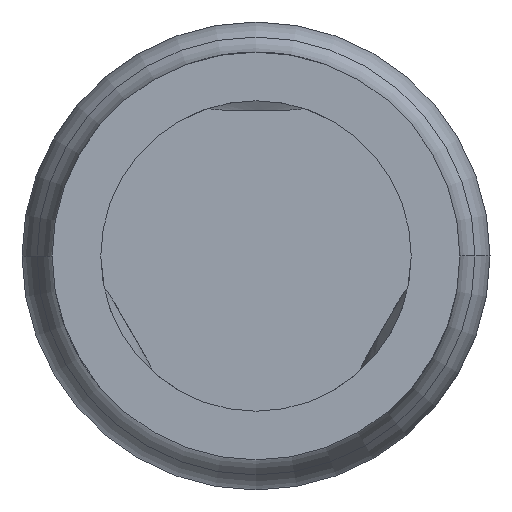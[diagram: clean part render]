
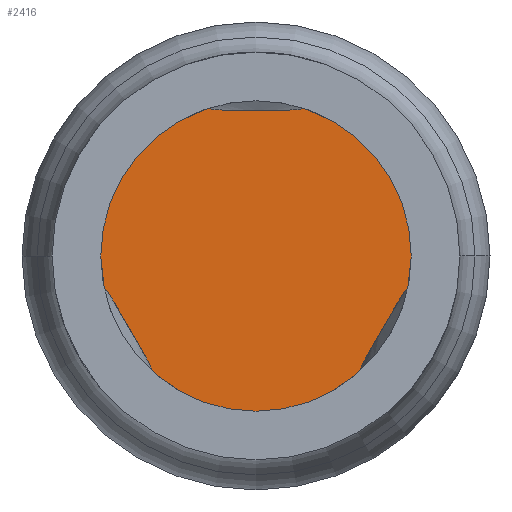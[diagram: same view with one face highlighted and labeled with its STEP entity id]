
A CAD part, front view. The second image highlights one B-rep face of the part: STEP entity #2416.
In plain terms, the highlighted planar face has unit normal (0, -1, 0).
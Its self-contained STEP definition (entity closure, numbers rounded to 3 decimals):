
#19 = VERTEX_POINT ( 'NONE', #4828 ) ;
#241 = FACE_OUTER_BOUND ( 'NONE', #255, .T. ) ;
#255 = EDGE_LOOP ( 'NONE', ( #1685, #539 ) ) ;
#384 = CARTESIAN_POINT ( 'NONE',  ( 0., -25.35, 0. ) ) ;
#539 = ORIENTED_EDGE ( 'NONE', *, *, #5849, .F. ) ;
#1221 = EDGE_CURVE ( 'Defeature ausgef�hrt1_0+Defeature ausgef�hrt1_41+Defeature ausgef�hrt1_41+Defeature ausgef�hrt1_41', #19, #4946, #1655, .T. ) ;
#1655 = CIRCLE ( 'NONE', #4651, 0.335 ) ;
#1673 = CARTESIAN_POINT ( 'NONE',  ( 0., -25.35, 0. ) ) ;
#1685 = ORIENTED_EDGE ( 'NONE', *, *, #1221, .F. ) ;
#1730 = AXIS2_PLACEMENT_3D ( 'NONE', #1673, #5402, #2618 ) ;
#1964 = AXIS2_PLACEMENT_3D ( 'NONE', #384, #4551, #4061 ) ;
#2411 = DIRECTION ( 'NONE',  ( -1., 0., 0. ) ) ;
#2416 = ADVANCED_FACE ( 'Defeature ausgef�hrt1_41', ( #241 ), #4029, .F. ) ;
#2618 = DIRECTION ( 'NONE',  ( -1., 0., 0. ) ) ;
#2856 = CARTESIAN_POINT ( 'NONE',  ( 0.335, -25.35, 0. ) ) ;
#2922 = CIRCLE ( 'NONE', #1730, 0.335 ) ;
#4029 = PLANE ( 'NONE',  #1964 ) ;
#4061 = DIRECTION ( 'NONE',  ( -1., 0., 0. ) ) ;
#4551 = DIRECTION ( 'NONE',  ( 0., 1., 0. ) ) ;
#4651 = AXIS2_PLACEMENT_3D ( 'NONE', #4719, #5101, #2411 ) ;
#4719 = CARTESIAN_POINT ( 'NONE',  ( 0., -25.35, 0. ) ) ;
#4828 = CARTESIAN_POINT ( 'NONE',  ( -0.335, -25.35, 0. ) ) ;
#4946 = VERTEX_POINT ( 'NONE', #2856 ) ;
#5101 = DIRECTION ( 'NONE',  ( 0., 1., 0. ) ) ;
#5402 = DIRECTION ( 'NONE',  ( 0., 1., 0. ) ) ;
#5849 = EDGE_CURVE ( 'Defeature ausgef�hrt1_0+Defeature ausgef�hrt1_41+Defeature ausgef�hrt1_41+Defeature ausgef�hrt1_41', #4946, #19, #2922, .T. ) ;
